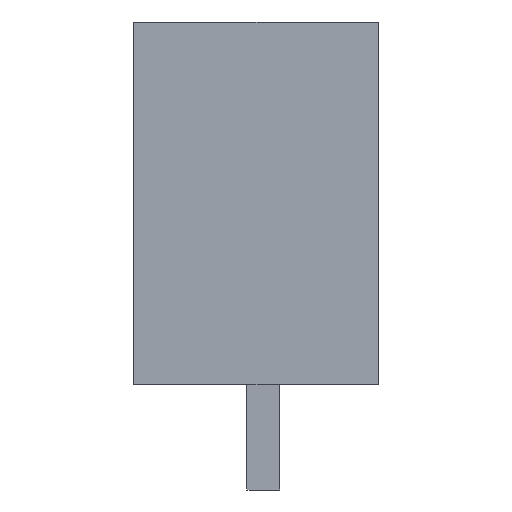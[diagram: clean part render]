
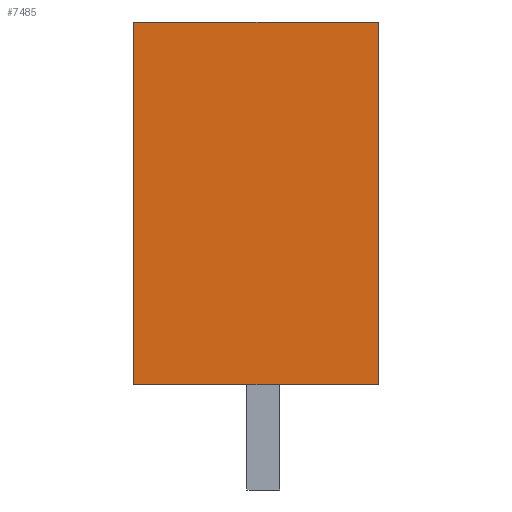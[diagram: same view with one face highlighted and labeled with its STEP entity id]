
A CAD part, left-side view. The second image highlights one B-rep face of the part: STEP entity #7485.
In plain terms, the highlighted planar face has unit normal (-1, 0, 0).
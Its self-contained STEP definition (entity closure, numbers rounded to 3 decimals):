
#7465=AXIS2_PLACEMENT_3D('Plane Axis2P3D',#7462,#7463,#7464) ;
#275=CARTESIAN_POINT('Vertex',(0.,7.45,3.2)) ;
#278=CARTESIAN_POINT('Line Origine',(0.,7.45,8.725)) ;
#282=CARTESIAN_POINT('Vertex',(0.,7.45,14.25)) ;
#7446=CARTESIAN_POINT('Vertex',(0.,0.,3.2)) ;
#7449=CARTESIAN_POINT('Line Origine',(0.,3.725,3.2)) ;
#7462=CARTESIAN_POINT('Axis2P3D Location',(0.,7.45,1.8)) ;
#7467=CARTESIAN_POINT('Line Origine',(0.,0.,8.725)) ;
#7471=CARTESIAN_POINT('Vertex',(0.,0.,14.25)) ;
#7474=CARTESIAN_POINT('Line Origine',(0.,3.725,14.25)) ;
#279=DIRECTION('Vector Direction',(0.,0.,-1.)) ;
#7450=DIRECTION('Vector Direction',(0.,-1.,0.)) ;
#7463=DIRECTION('Axis2P3D Direction',(1.,0.,-0.)) ;
#7464=DIRECTION('Axis2P3D XDirection',(0.,0.,1.)) ;
#7468=DIRECTION('Vector Direction',(0.,0.,1.)) ;
#7475=DIRECTION('Vector Direction',(0.,1.,0.)) ;
#280=VECTOR('Line Direction',#279,1.) ;
#7451=VECTOR('Line Direction',#7450,1.) ;
#7469=VECTOR('Line Direction',#7468,1.) ;
#7476=VECTOR('Line Direction',#7475,1.) ;
#7480=ORIENTED_EDGE('',*,*,#7453,.F.) ;
#7481=ORIENTED_EDGE('',*,*,#7473,.F.) ;
#7482=ORIENTED_EDGE('',*,*,#7478,.F.) ;
#7483=ORIENTED_EDGE('',*,*,#284,.F.) ;
#7485=ADVANCED_FACE('HOUSING',(#7484),#7466,.F.) ;
#284=EDGE_CURVE('',#276,#283,#281,.F.) ;
#7453=EDGE_CURVE('',#7447,#276,#7452,.F.) ;
#7473=EDGE_CURVE('',#7472,#7447,#7470,.F.) ;
#7478=EDGE_CURVE('',#283,#7472,#7477,.F.) ;
#7479=EDGE_LOOP('',(#7480,#7481,#7482,#7483)) ;
#7484=FACE_OUTER_BOUND('',#7479,.T.) ;
#281=LINE('Line',#278,#280) ;
#7452=LINE('Line',#7449,#7451) ;
#7470=LINE('Line',#7467,#7469) ;
#7477=LINE('Line',#7474,#7476) ;
#7466=PLANE('',#7465) ;
#276=VERTEX_POINT('',#275) ;
#283=VERTEX_POINT('',#282) ;
#7447=VERTEX_POINT('',#7446) ;
#7472=VERTEX_POINT('',#7471) ;
